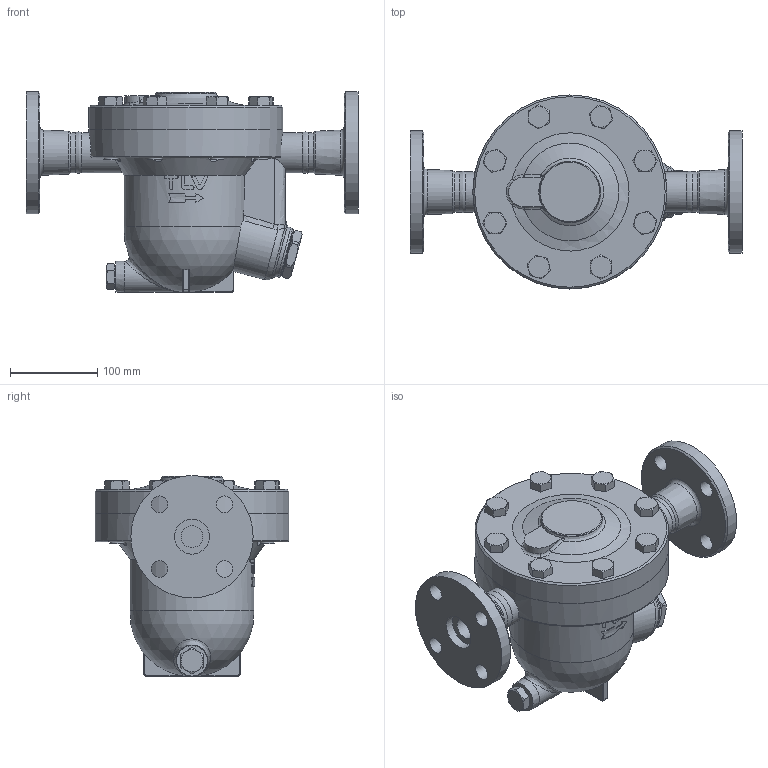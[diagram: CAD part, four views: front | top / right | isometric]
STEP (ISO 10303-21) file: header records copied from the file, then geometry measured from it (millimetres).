
FILE_DESCRIPTION((''),'2;1');
FILE_NAME('jh7gm-040-jis10-00.stp','2011-02-03T13:44:09',('nakaot'),(''),'Autodesk Inventor 2008','Autodesk Inventor 2008','');
FILE_SCHEMA(('AUTOMOTIVE_DESIGN { 1 0 10303 214 1 1 1 1 }'));
Length unit declared in the file: millimetre
Products named in the file (1): jh7gm-040-jis10-00
Bounding box: 380 x 222 x 230 mm (x, y, z)
Volume: 5626261.5 mm3; surface area: 339074 mm2
Topology: 1 solids, 1 shells, 371 faces, 916 edges, 569 vertices
Faces by surface type: plane 136, cylinder 81, cone 72, bspline 62, torus 10, sphere 10
Full cylindrical faces by diameter (mm): 16 x16, 19 x4, 21 x1, 25 x1, 36 x1, 40 x1, 46 x3, 49.5 x1, 58 x1, 70 x1, 140 x1, 222 x2
Entity records: 14306 total; most frequent: CARTESIAN_POINT 6585, ORIENTED_EDGE 1618, DIRECTION 1494, EDGE_CURVE 809, AXIS2_PLACEMENT_3D 644, VERTEX_POINT 538, EDGE_LOOP 501, FACE_OUTER_BOUND 371
